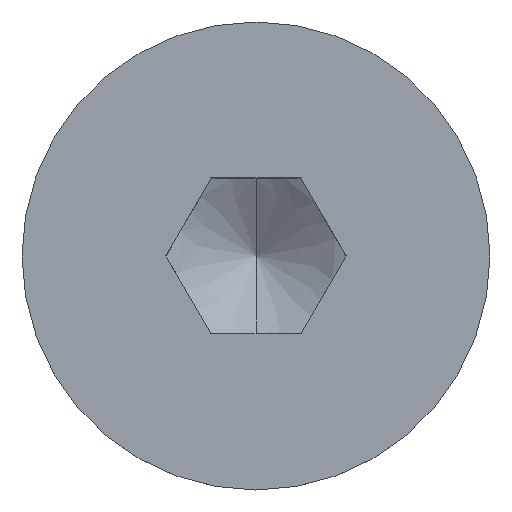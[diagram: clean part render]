
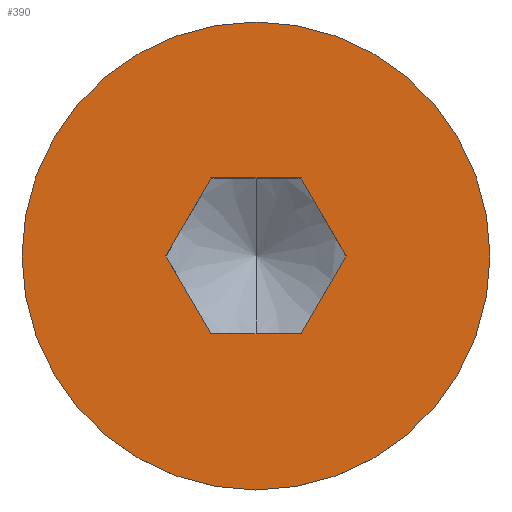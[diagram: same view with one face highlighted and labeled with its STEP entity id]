
A CAD part, top view. The second image highlights one B-rep face of the part: STEP entity #390.
In plain terms, the highlighted planar face has unit normal (0, 0, 1).
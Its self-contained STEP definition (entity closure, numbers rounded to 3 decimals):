
#41=PLANE('',#430);
#68=CIRCLE('',#413,3.);
#74=CIRCLE('',#431,3.);
#94=VERTEX_POINT('',#480);
#95=VERTEX_POINT('',#482);
#105=VERTEX_POINT('',#520);
#106=VERTEX_POINT('',#521);
#109=VERTEX_POINT('',#531);
#111=VERTEX_POINT('',#539);
#112=VERTEX_POINT('',#550);
#113=VERTEX_POINT('',#554);
#126=VECTOR('',#633,1.);
#129=VECTOR('',#637,1.);
#131=VECTOR('',#640,1.);
#133=VECTOR('',#645,1.);
#135=VECTOR('',#648,1.);
#137=VECTOR('',#651,1.);
#150=LINE('',#519,#126);
#153=LINE('',#530,#129);
#155=LINE('',#538,#131);
#157=LINE('',#549,#133);
#159=LINE('',#553,#135);
#161=LINE('',#557,#137);
#180=EDGE_CURVE('',#94,#95,#68,.T.);
#195=EDGE_CURVE('',#105,#106,#150,.T.);
#199=EDGE_CURVE('',#106,#109,#153,.T.);
#202=EDGE_CURVE('',#109,#111,#155,.T.);
#206=EDGE_CURVE('',#111,#112,#157,.T.);
#208=EDGE_CURVE('',#113,#105,#159,.T.);
#210=EDGE_CURVE('',#112,#113,#161,.T.);
#211=EDGE_CURVE('',#95,#94,#74,.T.);
#291=ORIENTED_EDGE('',*,*,#206,.T.);
#292=ORIENTED_EDGE('',*,*,#210,.T.);
#293=ORIENTED_EDGE('',*,*,#208,.T.);
#294=ORIENTED_EDGE('',*,*,#195,.T.);
#295=ORIENTED_EDGE('',*,*,#199,.T.);
#296=ORIENTED_EDGE('',*,*,#202,.T.);
#297=ORIENTED_EDGE('',*,*,#180,.F.);
#298=ORIENTED_EDGE('',*,*,#211,.F.);
#341=EDGE_LOOP('',(#291,#292,#293,#294,#295,#296));
#342=EDGE_LOOP('',(#297,#298));
#366=FACE_BOUND('',#341,.T.);
#367=FACE_BOUND('',#342,.T.);
#390=ADVANCED_FACE('',(#366,#367),#41,.T.);
#413=AXIS2_PLACEMENT_3D('',#481,#608,#609);
#430=AXIS2_PLACEMENT_3D('',#558,#652,$);
#431=AXIS2_PLACEMENT_3D('',#559,#653,#654);
#480=CARTESIAN_POINT('',(0.,3.,0.));
#481=CARTESIAN_POINT('',(0.,0.,0.));
#482=CARTESIAN_POINT('',(0.,-3.,0.));
#519=CARTESIAN_POINT('',(0.577,1.,0.));
#520=CARTESIAN_POINT('',(0.577,1.,0.));
#521=CARTESIAN_POINT('',(1.155,0.,0.));
#530=CARTESIAN_POINT('',(1.155,0.,0.));
#531=CARTESIAN_POINT('',(0.577,-1.,0.));
#538=CARTESIAN_POINT('',(0.577,-1.,0.));
#539=CARTESIAN_POINT('',(-0.577,-1.,0.));
#549=CARTESIAN_POINT('',(-0.577,-1.,0.));
#550=CARTESIAN_POINT('',(-1.155,0.,0.));
#553=CARTESIAN_POINT('',(-0.577,1.,0.));
#554=CARTESIAN_POINT('',(-0.577,1.,0.));
#557=CARTESIAN_POINT('',(-1.155,0.,0.));
#558=CARTESIAN_POINT('',(0.,1.5,0.));
#559=CARTESIAN_POINT('',(0.,0.,0.));
#608=DIRECTION('',(0.,0.,-1.));
#609=DIRECTION('',(0.,3.,0.));
#633=DIRECTION('',(0.5,-0.866,0.));
#637=DIRECTION('',(-0.5,-0.866,0.));
#640=DIRECTION('',(-1.,0.,0.));
#645=DIRECTION('',(-0.5,0.866,0.));
#648=DIRECTION('',(1.,0.,0.));
#651=DIRECTION('',(0.5,0.866,0.));
#652=DIRECTION('',(0.,0.,1.));
#653=DIRECTION('',(0.,0.,-1.));
#654=DIRECTION('',(0.,3.,0.));
